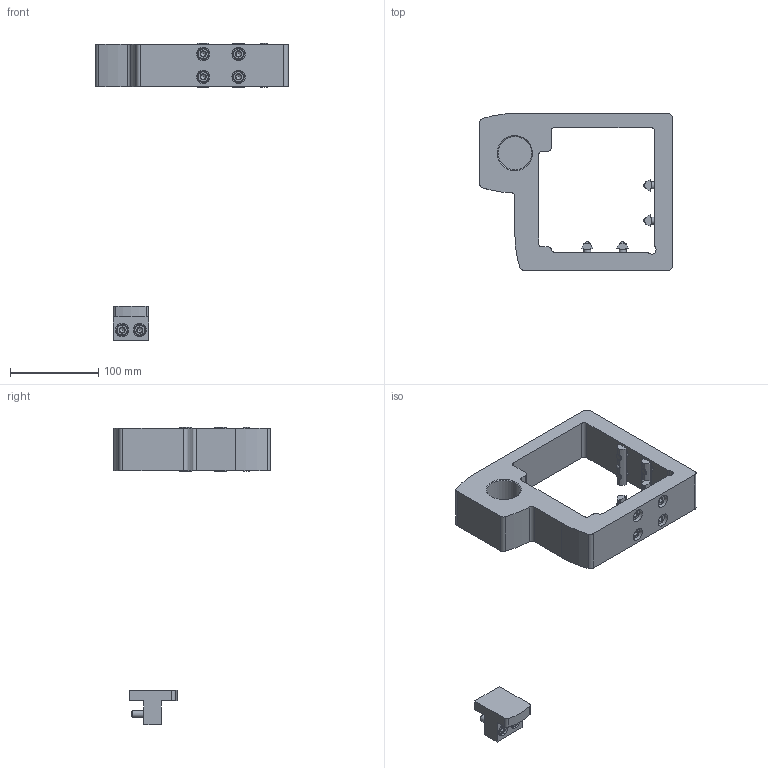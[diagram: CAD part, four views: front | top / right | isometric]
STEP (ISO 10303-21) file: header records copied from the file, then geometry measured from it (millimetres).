
FILE_DESCRIPTION(/* description */ ('STEP AP214'),/* implementation_level */ '2;1');
FILE_NAME(/* name */ '8067064_DAYP-E21-110',/* time_stamp */ '2024-08-14T18:19:11+02:00',/* author */ ('License CC BY-ND 4.0'),/* organization */ ('CADENAS'),/* preprocessor_version */ 'ST-DEVELOPER v19.3',/* originating_system */ 'PARTsolutions',/* authorisation */ ' ');
FILE_SCHEMA (('AUTOMOTIVE_DESIGN {1 0 10303 214 3 1 1}'));
Length unit declared in the file: millimetre
Products named in the file (6): 8067064 DAYP-E21-110---(high); 8080153 DAYP-E21-110---(mechanical high); ISO-4762 M8x20; 652642 MUP-50/63/80; 5315086 DAYP-E21-90/110---(mechanical high); ISO-4762 M8x25
Assembly tree (16 placements, depth 2):
  8067064 DAYP-E21-110---(high)
    8080153 DAYP-E21-110---(mechanical high)
    ISO-4762 M8x20  x8
    652642 MUP-50/63/80  x4
    5315086 DAYP-E21-90/110---(mechanical high)
    ISO-4762 M8x25  x2
Bounding box: 218.5 x 178 x 337 mm (x, y, z)
Volume: 809765.2 mm3; surface area: 134960.5 mm2
Topology: 16 solids, 16 shells, 510 faces, 1312 edges, 838 vertices
Faces by surface type: plane 235, cylinder 151, cone 120, sphere 4
Full cylindrical faces by diameter (mm): 6.647 x8, 8 x10, 9 x10, 13 x10, 15 x10, 38 x1
Entity records: 5316 total; most frequent: CARTESIAN_POINT 1018, DIRECTION 885, ORIENTED_EDGE 778, EDGE_CURVE 389, AXIS2_PLACEMENT_3D 349, VERTEX_POINT 278, FACE_BOUND 251, EDGE_LOOP 249
